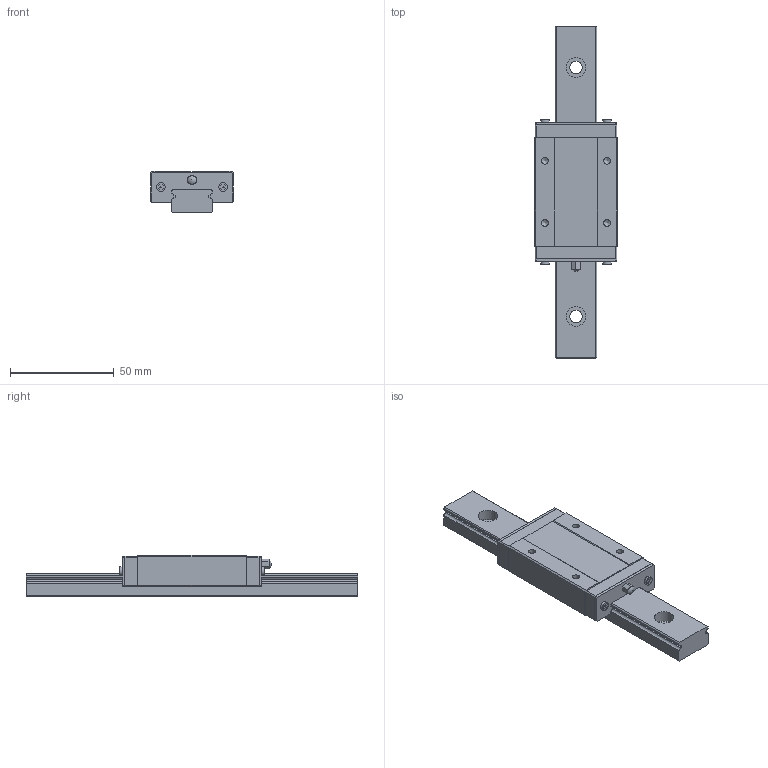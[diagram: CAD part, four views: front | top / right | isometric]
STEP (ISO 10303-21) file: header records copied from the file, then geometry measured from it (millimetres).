
FILE_DESCRIPTION( ( 'Unknown' ), '1' );
FILE_NAME( 'M20LUU1-160L20_20.step', 'Unknown', ( 'Unknown' ), ( 'Unknown' ), 'PSStep 15.0.49', 'Unknown', ' ' );
FILE_SCHEMA( ( 'AUTOMOTIVE_DESIGN { 1 0 10303 214 1 1 1 1 }' ) );
Length unit declared in the file: millimetre
Products named in the file (4): Assem1; M 20_RAIL; M 20L_BLOCK; A-M3
Assembly tree (3 placements, depth 2):
  Assem1
    M 20_RAIL
    M 20L_BLOCK
    A-M3
Bounding box: 40 x 160 x 20 mm (x, y, z)
Volume: 64164.6 mm3; surface area: 21527.6 mm2
Topology: 3 solids, 3 shells, 182 faces, 499 edges, 334 vertices
Faces by surface type: plane 141, cylinder 33, cone 7, sphere 1
Full cylindrical faces by diameter (mm): 2.459 x2, 3 x1, 3.242 x4, 4.2 x4, 6 x3, 9.5 x3
Entity records: 6998 total; most frequent: CARTESIAN_POINT 963, ORIENTED_EDGE 910, DIRECTION 900, EDGE_CURVE 455, LINE 382, VECTOR 382, VERTEX_POINT 322, AXIS2_PLACEMENT_3D 259
